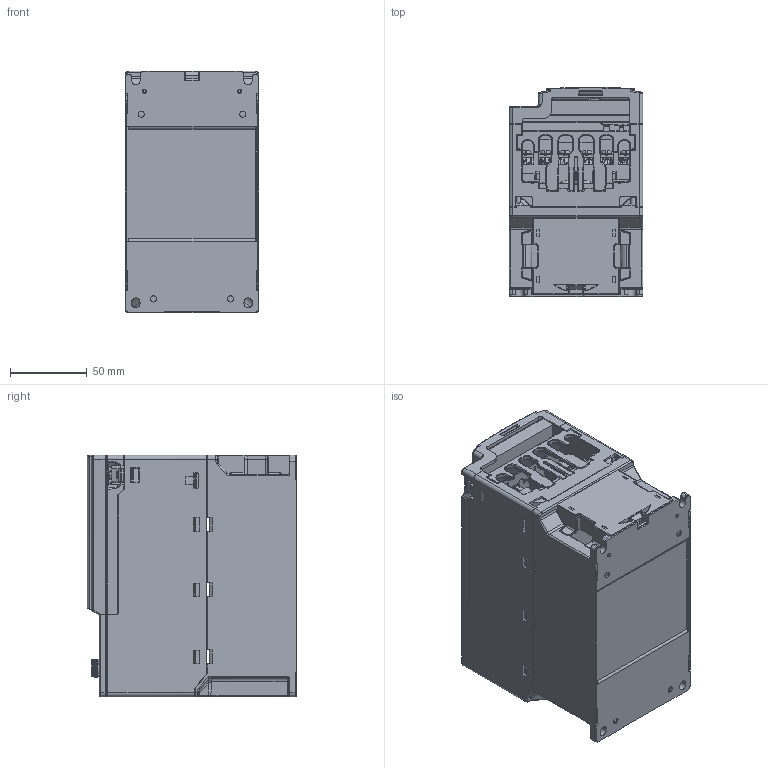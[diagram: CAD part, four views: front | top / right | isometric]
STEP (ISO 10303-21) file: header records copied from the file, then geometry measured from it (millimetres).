
FILE_DESCRIPTION (( 'STEP AP214' ), '1' );
FILE_NAME ('DELTA_IA_MDS_VFD-ME300-C1_D-3D_20190924.X_T FRONT CASE COVER n BACK COMPLETE nc EXT2 red1 R1g fXT r1 ext 1b r3 Cb Coord.STEP', '2021-10-27T19:21:09', ( '' ), ( '' ), 'SwSTEP 2.0', 'SolidWorks 2017', '' );
FILE_SCHEMA (( 'AUTOMOTIVE_DESIGN' ));
Length unit declared in the file: inch
Products named in the file (1): DELTA_IA_MDS_VFD-ME300-C1_D-3D_20190924.X_T FRONT CASE COVER n BACK COMPLETE nc EXT2 red1 R1g fXT r1 ext 1b r3 Cb Coord
Bounding box: 87 x 136 x 157 mm (x, y, z)
Volume: 1034019 mm3; surface area: 224523 mm2
Topology: 7 solids, 7 shells, 4558 faces, 12686 edges, 8151 vertices
Faces by surface type: plane 2468, cylinder 1193, bspline 729, cone 130, torus 36, sphere 2
Entity records: 181045 total; most frequent: CARTESIAN_POINT 73426, ORIENTED_EDGE 25354, DIRECTION 18051, EDGE_CURVE 12677, VERTEX_POINT 8151, LINE 7629, VECTOR 7629, AXIS2_PLACEMENT_3D 5211
